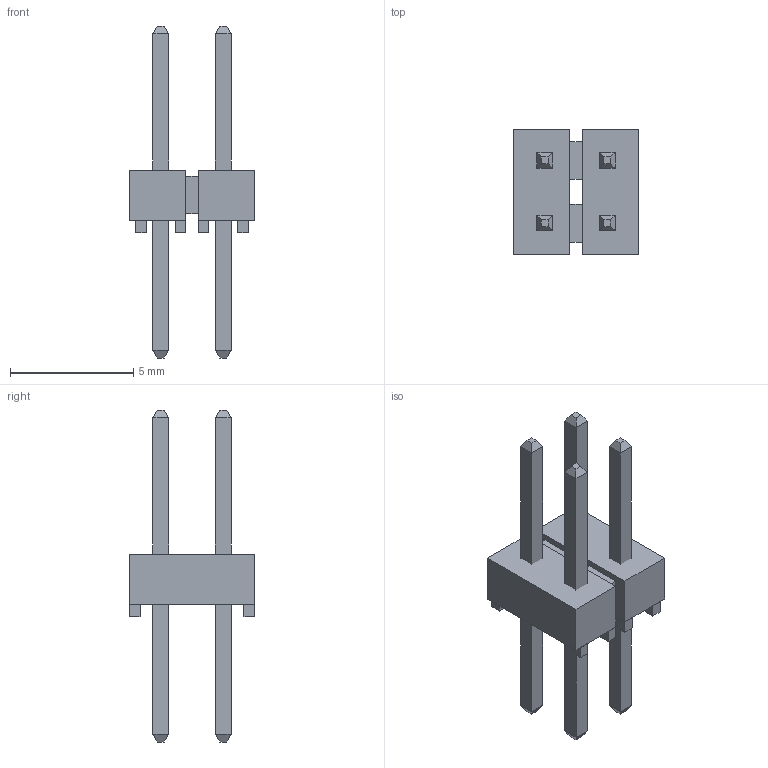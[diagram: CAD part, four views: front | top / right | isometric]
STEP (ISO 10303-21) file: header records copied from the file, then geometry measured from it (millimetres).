
FILE_DESCRIPTION((''),'2;1');
FILE_NAME('SAMTEC_TSW-102-08-L-D-LL.stp','2012-07-26T12:51:34',(''),(''),'Mechanical Desktop 2011','Mechanical Desktop 2011',', , ');
FILE_SCHEMA(('AUTOMOTIVE_DESIGN { 1 2 10303 214 1 1 1 1 }'));
Length unit declared in the file: millimetre
Products named in the file (1): Product
Bounding box: 5.08 x 5.08 x 13.46 mm (x, y, z)
Volume: 71.6 mm3; surface area: 271.4 mm2
Topology: 20 solids, 20 shells, 152 faces, 304 edges, 192 vertices
Faces by surface type: plane 98, bspline 54
Entity records: 3852 total; most frequent: CARTESIAN_POINT 811, ORIENTED_EDGE 608, DIRECTION 502, VECTOR 304, LINE 304, EDGE_CURVE 304, VERTEX_POINT 192, EDGE_LOOP 152
